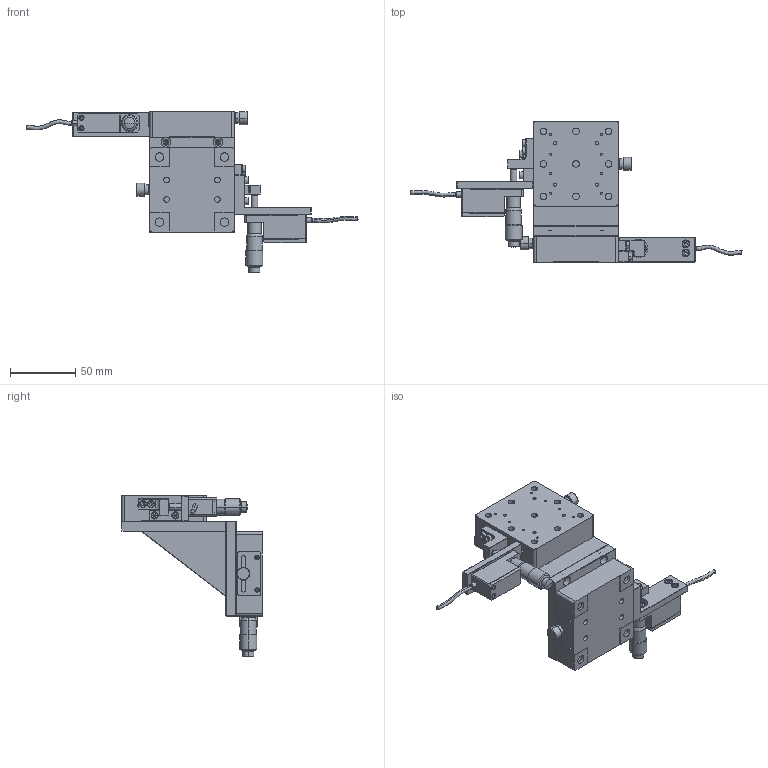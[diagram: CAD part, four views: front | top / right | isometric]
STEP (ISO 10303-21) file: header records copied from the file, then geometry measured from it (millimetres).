
FILE_DESCRIPTION (( 'STEP AP203' ), '1' );
FILE_NAME ('XZ65P84粽峚葩磁怢.STEP', '2021-04-30T01:48:19', ( '' ), ( '' ), 'SwSTEP 2.0', 'SolidWorks 2016', '' );
FILE_SCHEMA (( 'CONFIG_CONTROL_DESIGN' ));
Length unit declared in the file: millimetre
Products named in the file (1): XZ65P84粽峚葩磁怢
Bounding box: 255.16 x 108 x 124.5 mm (x, y, z)
Volume: 294275.1 mm3; surface area: 96912.8 mm2
Topology: 35 solids, 35 shells, 1430 faces, 3160 edges, 1908 vertices
Faces by surface type: plane 748, cylinder 478, cone 156, torus 36, sphere 8, bspline 4
Entity records: 39559 total; most frequent: CARTESIAN_POINT 7399, DIRECTION 7084, ORIENTED_EDGE 6180, EDGE_CURVE 3090, AXIS2_PLACEMENT_3D 2639, VERTEX_POINT 1902, LINE 1806, VECTOR 1806
